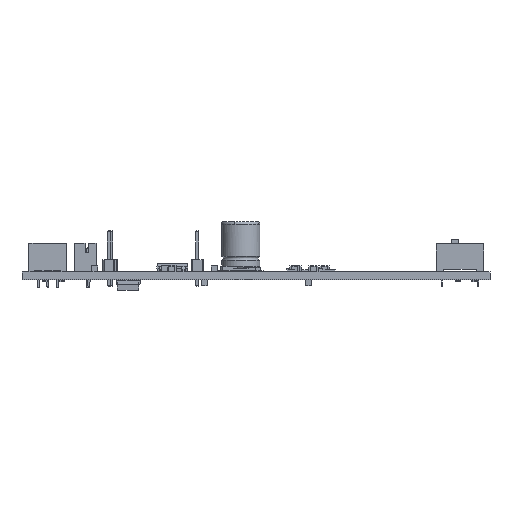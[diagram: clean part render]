
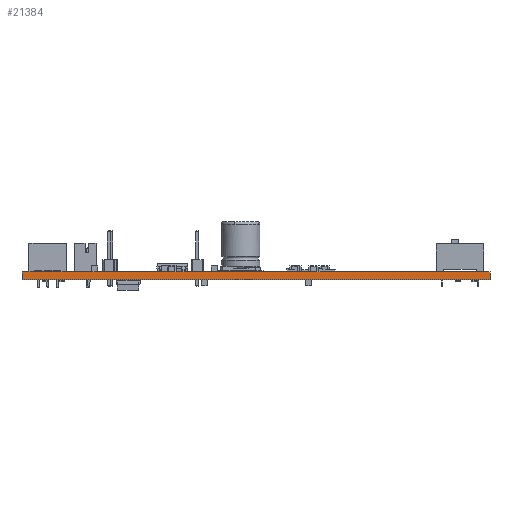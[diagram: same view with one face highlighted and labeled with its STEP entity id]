
A CAD part, left-side view. The second image highlights one B-rep face of the part: STEP entity #21384.
In plain terms, the highlighted planar face has unit normal (-1, 0, 0).
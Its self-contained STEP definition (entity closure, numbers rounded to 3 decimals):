
#19295 = VERTEX_POINT('',#19296);
#19296 = CARTESIAN_POINT('',(20.,-117.,0.));
#19302 = EDGE_CURVE('',#19295,#19303,#19305,.T.);
#19303 = VERTEX_POINT('',#19304);
#19304 = CARTESIAN_POINT('',(20.,-19.,0.));
#19305 = LINE('',#19306,#19307);
#19306 = CARTESIAN_POINT('',(20.,-117.,0.));
#19307 = VECTOR('',#19308,1.);
#19308 = DIRECTION('',(0.,1.,0.));
#20334 = VERTEX_POINT('',#20335);
#20335 = CARTESIAN_POINT('',(20.,-117.,1.6));
#20341 = EDGE_CURVE('',#20334,#20342,#20344,.T.);
#20342 = VERTEX_POINT('',#20343);
#20343 = CARTESIAN_POINT('',(20.,-19.,1.6));
#20344 = LINE('',#20345,#20346);
#20345 = CARTESIAN_POINT('',(20.,-117.,1.6));
#20346 = VECTOR('',#20347,1.);
#20347 = DIRECTION('',(0.,1.,0.));
#21354 = EDGE_CURVE('',#19303,#20342,#21355,.T.);
#21355 = LINE('',#21356,#21357);
#21356 = CARTESIAN_POINT('',(20.,-19.,0.));
#21357 = VECTOR('',#21358,1.);
#21358 = DIRECTION('',(0.,0.,1.));
#21384 = ADVANCED_FACE('',(#21385),#21396,.T.);
#21385 = FACE_BOUND('',#21386,.T.);
#21386 = EDGE_LOOP('',(#21387,#21393,#21394,#21395));
#21387 = ORIENTED_EDGE('',*,*,#21388,.T.);
#21388 = EDGE_CURVE('',#19295,#20334,#21389,.T.);
#21389 = LINE('',#21390,#21391);
#21390 = CARTESIAN_POINT('',(20.,-117.,0.));
#21391 = VECTOR('',#21392,1.);
#21392 = DIRECTION('',(0.,0.,1.));
#21393 = ORIENTED_EDGE('',*,*,#20341,.T.);
#21394 = ORIENTED_EDGE('',*,*,#21354,.F.);
#21395 = ORIENTED_EDGE('',*,*,#19302,.F.);
#21396 = PLANE('',#21397);
#21397 = AXIS2_PLACEMENT_3D('',#21398,#21399,#21400);
#21398 = CARTESIAN_POINT('',(20.,-117.,0.));
#21399 = DIRECTION('',(-1.,0.,0.));
#21400 = DIRECTION('',(0.,1.,0.));
